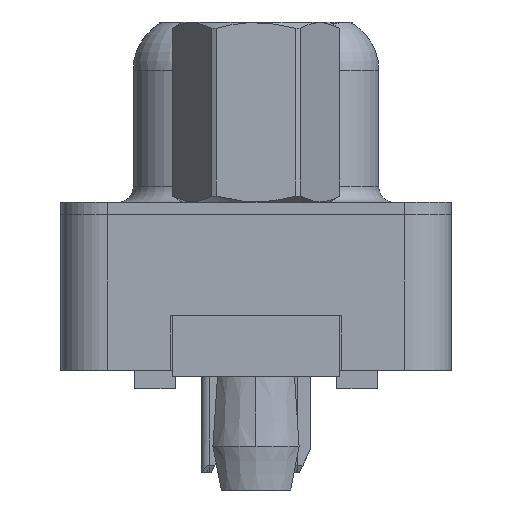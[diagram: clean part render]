
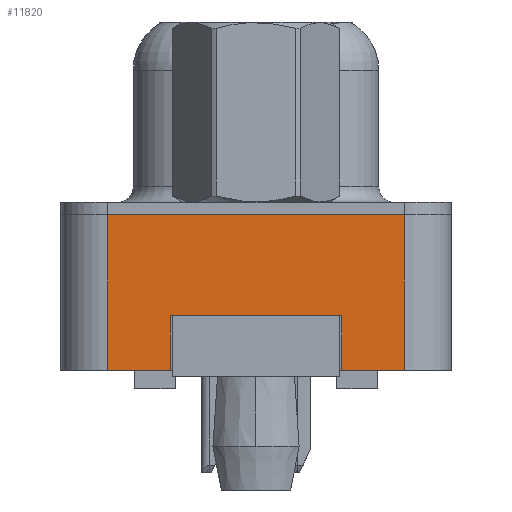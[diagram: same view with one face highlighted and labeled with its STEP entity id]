
A CAD part, left-side view. The second image highlights one B-rep face of the part: STEP entity #11820.
In plain terms, the highlighted planar face has unit normal (-1, 0, 0).
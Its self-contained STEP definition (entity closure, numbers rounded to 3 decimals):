
#586 = CARTESIAN_POINT ( 'NONE',  ( -2.945, 4.775, -5. ) ) ;
#873 = PLANE ( 'NONE',  #7521 ) ;
#887 = VECTOR ( 'NONE', #16158, 1000. ) ;
#1161 = ORIENTED_EDGE ( 'NONE', *, *, #16672, .T. ) ;
#1574 = CARTESIAN_POINT ( 'NONE',  ( -2.945, -4.775, -5. ) ) ;
#1824 = ORIENTED_EDGE ( 'NONE', *, *, #9991, .F. ) ;
#1913 = CARTESIAN_POINT ( 'NONE',  ( -2.945, 2.75, -5. ) ) ;
#2337 = VERTEX_POINT ( 'NONE', #18854 ) ;
#2350 = VERTEX_POINT ( 'NONE', #586 ) ;
#2978 = VERTEX_POINT ( 'NONE', #1913 ) ;
#3317 = CARTESIAN_POINT ( 'NONE',  ( -2.945, -4.775, -5. ) ) ;
#3498 = CARTESIAN_POINT ( 'NONE',  ( -2.945, -4.775, -5. ) ) ;
#3555 = CARTESIAN_POINT ( 'NONE',  ( -2.945, 2.75, -3.25 ) ) ;
#3742 = CARTESIAN_POINT ( 'NONE',  ( -2.945, 2.75, -3.25 ) ) ;
#3762 = LINE ( 'NONE', #7473, #16976 ) ;
#4607 = VERTEX_POINT ( 'NONE', #11038 ) ;
#5313 = VECTOR ( 'NONE', #17902, 1000. ) ;
#5462 = EDGE_CURVE ( 'NONE', #2350, #2978, #12958, .T. ) ;
#5576 = CARTESIAN_POINT ( 'NONE',  ( -2.945, 4.775, -5. ) ) ;
#6000 = DIRECTION ( 'NONE',  ( 0., 0., 1. ) ) ;
#6273 = ORIENTED_EDGE ( 'NONE', *, *, #18916, .F. ) ;
#7473 = CARTESIAN_POINT ( 'NONE',  ( -2.945, -4.775, 0. ) ) ;
#7521 = AXIS2_PLACEMENT_3D ( 'NONE', #10920, #9272, #6000 ) ;
#7718 = VECTOR ( 'NONE', #8752, 1000. ) ;
#8326 = VECTOR ( 'NONE', #12955, 1000. ) ;
#8752 = DIRECTION ( 'NONE',  ( 0., 0., 1. ) ) ;
#9228 = CARTESIAN_POINT ( 'NONE',  ( -2.945, -4.775, -5. ) ) ;
#9272 = DIRECTION ( 'NONE',  ( -1., 0., 0. ) ) ;
#9772 = CARTESIAN_POINT ( 'NONE',  ( -2.945, 2.75, -3.25 ) ) ;
#9991 = EDGE_CURVE ( 'NONE', #13795, #4607, #3762, .T. ) ;
#10195 = ORIENTED_EDGE ( 'NONE', *, *, #13312, .T. ) ;
#10332 = LINE ( 'NONE', #3555, #20243 ) ;
#10388 = ORIENTED_EDGE ( 'NONE', *, *, #13479, .T. ) ;
#10439 = VECTOR ( 'NONE', #20958, 1000. ) ;
#10920 = CARTESIAN_POINT ( 'NONE',  ( -2.945, -4.775, -5. ) ) ;
#10936 = EDGE_CURVE ( 'NONE', #2337, #12119, #11521, .T. ) ;
#11038 = CARTESIAN_POINT ( 'NONE',  ( -2.945, -4.775, 0. ) ) ;
#11084 = LINE ( 'NONE', #12741, #17796 ) ;
#11357 = ORIENTED_EDGE ( 'NONE', *, *, #16275, .F. ) ;
#11521 = LINE ( 'NONE', #9772, #887 ) ;
#11645 = DIRECTION ( 'NONE',  ( 0., 0., -1. ) ) ;
#11820 = ADVANCED_FACE ( 'NONE', ( #19361 ), #873, .T. ) ;
#12119 = VERTEX_POINT ( 'NONE', #3742 ) ;
#12204 = ORIENTED_EDGE ( 'NONE', *, *, #5462, .T. ) ;
#12600 = CARTESIAN_POINT ( 'NONE',  ( -2.945, 4.775, 0. ) ) ;
#12692 = VERTEX_POINT ( 'NONE', #3498 ) ;
#12741 = CARTESIAN_POINT ( 'NONE',  ( -2.945, -2.75, -3.25 ) ) ;
#12955 = DIRECTION ( 'NONE',  ( 0., 0., 1. ) ) ;
#12958 = LINE ( 'NONE', #1574, #5313 ) ;
#13312 = EDGE_CURVE ( 'NONE', #2337, #13508, #11084, .T. ) ;
#13479 = EDGE_CURVE ( 'NONE', #12692, #4607, #21279, .T. ) ;
#13508 = VERTEX_POINT ( 'NONE', #18215 ) ;
#13795 = VERTEX_POINT ( 'NONE', #12600 ) ;
#15942 = LINE ( 'NONE', #9228, #10439 ) ;
#16158 = DIRECTION ( 'NONE',  ( 0., 1., 0. ) ) ;
#16275 = EDGE_CURVE ( 'NONE', #12119, #2978, #10332, .T. ) ;
#16672 = EDGE_CURVE ( 'NONE', #13508, #12692, #15942, .T. ) ;
#16976 = VECTOR ( 'NONE', #17567, 1000. ) ;
#17567 = DIRECTION ( 'NONE',  ( 0., -1., 0. ) ) ;
#17796 = VECTOR ( 'NONE', #19317, 1000. ) ;
#17902 = DIRECTION ( 'NONE',  ( 0., -1., 0. ) ) ;
#18215 = CARTESIAN_POINT ( 'NONE',  ( -2.945, -2.75, -5. ) ) ;
#18507 = LINE ( 'NONE', #5576, #7718 ) ;
#18854 = CARTESIAN_POINT ( 'NONE',  ( -2.945, -2.75, -3.25 ) ) ;
#18916 = EDGE_CURVE ( 'NONE', #2350, #13795, #18507, .T. ) ;
#19177 = ORIENTED_EDGE ( 'NONE', *, *, #10936, .F. ) ;
#19317 = DIRECTION ( 'NONE',  ( 0., 0., -1. ) ) ;
#19361 = FACE_OUTER_BOUND ( 'NONE', #21518, .T. ) ;
#20243 = VECTOR ( 'NONE', #11645, 1000. ) ;
#20958 = DIRECTION ( 'NONE',  ( 0., -1., 0. ) ) ;
#21279 = LINE ( 'NONE', #3317, #8326 ) ;
#21518 = EDGE_LOOP ( 'NONE', ( #10195, #1161, #10388, #1824, #6273, #12204, #11357, #19177 ) ) ;
